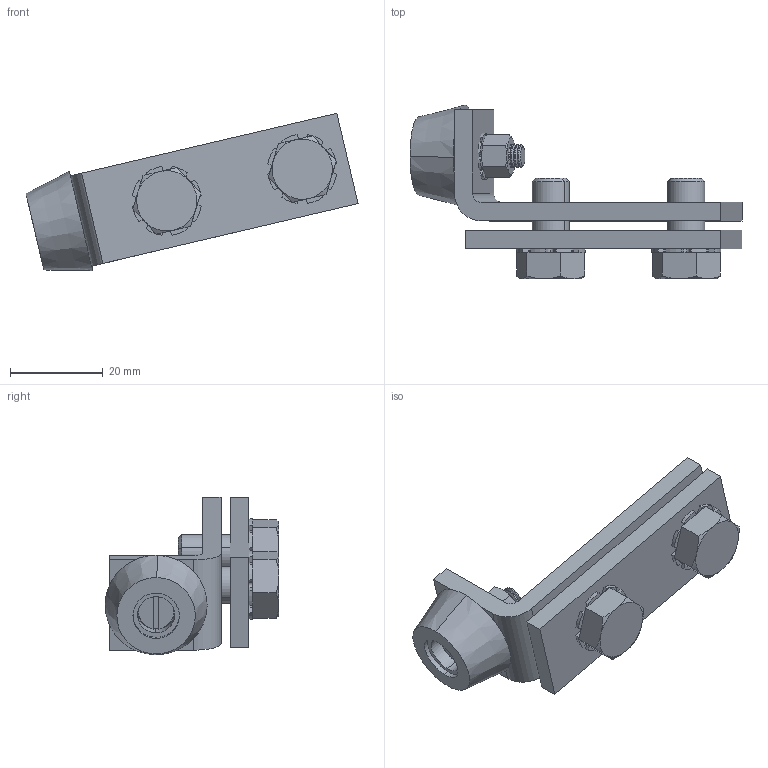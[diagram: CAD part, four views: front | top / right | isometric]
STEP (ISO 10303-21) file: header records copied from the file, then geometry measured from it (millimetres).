
FILE_DESCRIPTION (( 'STEP AP203' ), '1' );
FILE_NAME ('1.23.X01.STEP', '2019-05-28T06:18:40', ( '' ), ( '' ), 'SwSTEP 2.0', 'SolidWorks 2018', '' );
FILE_SCHEMA (( 'CONFIG_CONTROL_DESIGN' ));
Length unit declared in the file: millimetre
Products named in the file (1): 1.23.X01
Bounding box: 71.59 x 37.47 x 33.91 mm (x, y, z)
Volume: 16657.2 mm3; surface area: 11677.5 mm2
Topology: 10 solids, 10 shells, 384 faces, 967 edges, 608 vertices
Faces by surface type: cylinder 139, cone 138, plane 105, torus 2
Entity records: 11832 total; most frequent: CARTESIAN_POINT 2244, DIRECTION 2131, ORIENTED_EDGE 1934, EDGE_CURVE 967, AXIS2_PLACEMENT_3D 835, VERTEX_POINT 608, LINE 461, VECTOR 461
